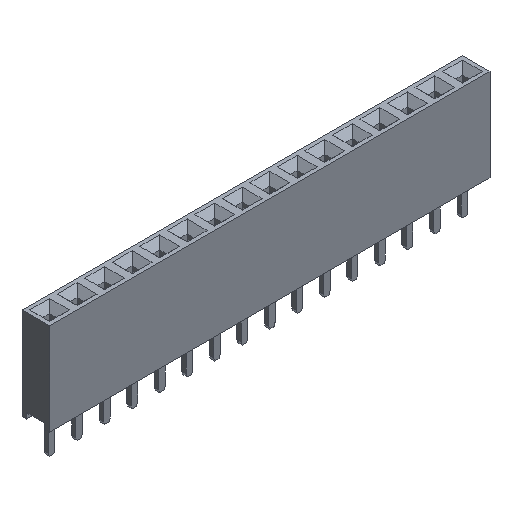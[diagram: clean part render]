
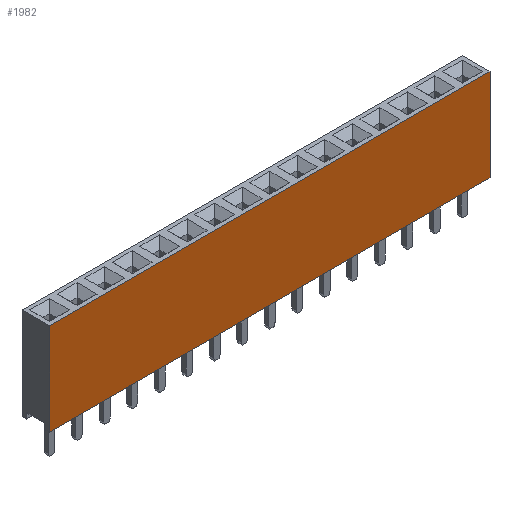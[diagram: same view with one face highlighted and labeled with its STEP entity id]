
A CAD part, isometric view. The second image highlights one B-rep face of the part: STEP entity #1982.
In plain terms, the highlighted planar face has unit normal (0, -1, 0).
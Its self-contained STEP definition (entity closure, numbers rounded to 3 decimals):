
#1982=ADVANCED_FACE('',(#7216),#7218,.T.);
#7216=FACE_BOUND('',#7217,.T.);
#7217=EDGE_LOOP('',(#11346,#11347,#11348,#11349));
#7218=PLANE('',#7219);
#7219=AXIS2_PLACEMENT_3D('',#7220,#7221,#7222);
#7220=CARTESIAN_POINT('',(-1.27,-1.27,0.));
#7221=DIRECTION('',(0.,-1.,0.));
#7222=DIRECTION('',(1.,0.,0.));
#11346=ORIENTED_EDGE('',*,*,#14208,.T.);
#11347=ORIENTED_EDGE('',*,*,#14180,.T.);
#11348=ORIENTED_EDGE('',*,*,#14074,.F.);
#11349=ORIENTED_EDGE('',*,*,#14173,.F.);
#14074=EDGE_CURVE('',#16138,#16140,#16141,.T.);
#14173=EDGE_CURVE('',#16306,#16138,#16308,.T.);
#14180=EDGE_CURVE('',#16318,#16140,#16319,.T.);
#14208=EDGE_CURVE('',#16306,#16318,#16360,.T.);
#16138=VERTEX_POINT('',#19984);
#16140=VERTEX_POINT('',#19988);
#16141=LINE('',#19989,#19990);
#16306=VERTEX_POINT('',#20350);
#16308=LINE('',#20354,#20355);
#16318=VERTEX_POINT('',#20378);
#16319=LINE('',#20379,#20380);
#16360=LINE('',#20476,#20477);
#19984=CARTESIAN_POINT('',(-1.27,-1.27,8.5));
#19988=CARTESIAN_POINT('',(39.37,-1.27,8.5));
#19989=CARTESIAN_POINT('',(-1.27,-1.27,8.5));
#19990=VECTOR('',#19991,1.);
#19991=DIRECTION('',(1.,0.,0.));
#20350=CARTESIAN_POINT('',(-1.27,-1.27,0.));
#20354=CARTESIAN_POINT('',(-1.27,-1.27,0.));
#20355=VECTOR('',#20356,1.);
#20356=DIRECTION('',(0.,0.,1.));
#20378=CARTESIAN_POINT('',(39.37,-1.27,0.));
#20379=CARTESIAN_POINT('',(39.37,-1.27,0.));
#20380=VECTOR('',#20381,1.);
#20381=DIRECTION('',(0.,0.,1.));
#20476=CARTESIAN_POINT('',(-1.27,-1.27,0.));
#20477=VECTOR('',#20478,1.);
#20478=DIRECTION('',(1.,0.,0.));
